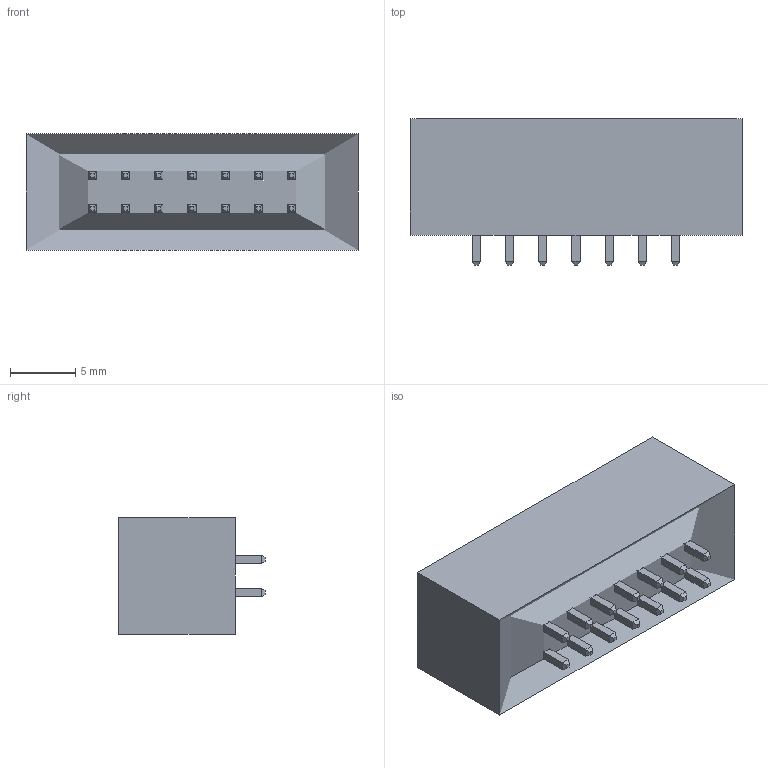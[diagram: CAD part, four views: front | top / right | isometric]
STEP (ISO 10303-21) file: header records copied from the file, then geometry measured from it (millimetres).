
FILE_DESCRIPTION (( 'STEP AP214' ), '1' );
FILE_NAME ( 'KH202SD58R1_M.STEP', '2018-07-18T17:15:43', ( '' ), ( '' ), 'Part was generated with the free Library Expert Lite available at www.PCBLibraries.com. Removing line will violate the End User License Agreement.', '©2017 PCB Libraries, Inc.', '' );
FILE_SCHEMA (( 'AUTOMOTIVE_DESIGN' ));
Length unit declared in the file: millimetre
Products named in the file (1): KH202SD58R1_M
Bounding box: 25.4 x 11.2 x 8.9 mm (x, y, z)
Volume: 62.7 mm3; surface area: 1862.5 mm2
Topology: 14 solids, 15 shells, 207 faces, 528 edges, 352 vertices
Faces by surface type: plane 207
Entity records: 6838 total; most frequent: CARTESIAN_POINT 1088, DIRECTION 944, ORIENTED_EDGE 944, VECTOR 528, LINE 528, EDGE_CURVE 528, VERTEX_POINT 352, EDGE_LOOP 236
